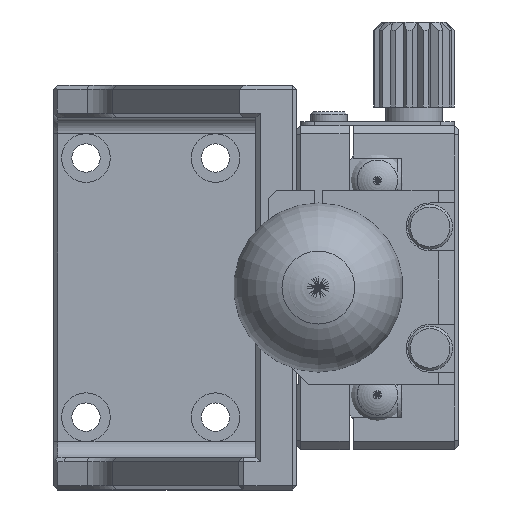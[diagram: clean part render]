
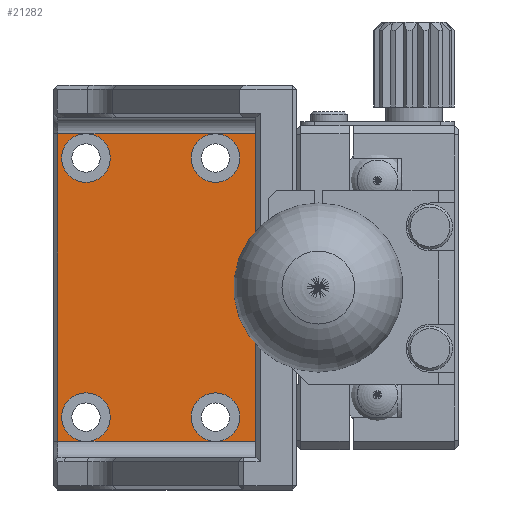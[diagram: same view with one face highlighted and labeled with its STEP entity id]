
A CAD part, left-side view. The second image highlights one B-rep face of the part: STEP entity #21282.
In plain terms, the highlighted planar face has unit normal (-1, 0, 0).
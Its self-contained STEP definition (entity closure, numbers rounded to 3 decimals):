
#179 = PLANE ( 'NONE',  #23878 ) ;
#468 = DIRECTION ( 'NONE',  ( 1., 0., 0. ) ) ;
#1311 = EDGE_LOOP ( 'NONE', ( #39894 ) ) ;
#1747 = DIRECTION ( 'NONE',  ( 1., 0., 0. ) ) ;
#1839 = VECTOR ( 'NONE', #31801, 1000. ) ;
#3367 = CIRCLE ( 'NONE', #8911, 3. ) ;
#4112 = AXIS2_PLACEMENT_3D ( 'NONE', #16714, #44659, #25594 ) ;
#4389 = DIRECTION ( 'NONE',  ( -1., 0., 0. ) ) ;
#4844 = VECTOR ( 'NONE', #19097, 1000. ) ;
#6991 = VERTEX_POINT ( 'NONE', #13085 ) ;
#8095 = FACE_BOUND ( 'NONE', #35106, .T. ) ;
#8106 = EDGE_CURVE ( 'NONE', #23971, #6991, #31865, .T. ) ;
#8911 = AXIS2_PLACEMENT_3D ( 'NONE', #35902, #1747, #47318 ) ;
#12090 = FACE_OUTER_BOUND ( 'NONE', #29660, .T. ) ;
#13085 = CARTESIAN_POINT ( 'NONE',  ( 91., 24.5, -19. ) ) ;
#13111 = VERTEX_POINT ( 'NONE', #42775 ) ;
#13260 = LINE ( 'NONE', #39954, #1839 ) ;
#13595 = CARTESIAN_POINT ( 'NONE',  ( 91., 45.5, -13. ) ) ;
#14068 = CARTESIAN_POINT ( 'NONE',  ( 91., 74.5, -19. ) ) ;
#14128 = EDGE_LOOP ( 'NONE', ( #34223 ) ) ;
#15563 = EDGE_CURVE ( 'NONE', #31276, #6991, #13260, .T. ) ;
#15587 = DIRECTION ( 'NONE',  ( 0., 0., 1. ) ) ;
#15817 = CARTESIAN_POINT ( 'NONE',  ( 91., 45.5, -16. ) ) ;
#16629 = DIRECTION ( 'NONE',  ( 0., 0., -1. ) ) ;
#16714 = CARTESIAN_POINT ( 'NONE',  ( 91., 45.5, 16. ) ) ;
#19097 = DIRECTION ( 'NONE',  ( 0., 1., 0. ) ) ;
#19301 = DIRECTION ( 'NONE',  ( 0., 0., 1. ) ) ;
#19751 = AXIS2_PLACEMENT_3D ( 'NONE', #15817, #23001, #19301 ) ;
#20599 = CARTESIAN_POINT ( 'NONE',  ( 91., 49., 19. ) ) ;
#20902 = VERTEX_POINT ( 'NONE', #45295 ) ;
#21282 = ADVANCED_FACE ( 'NONE', ( #34086, #8095, #23692, #38760, #12090 ), #179, .T. ) ;
#23001 = DIRECTION ( 'NONE',  ( 1., 0., 0. ) ) ;
#23043 = LINE ( 'NONE', #33682, #4844 ) ;
#23692 = FACE_BOUND ( 'NONE', #14128, .T. ) ;
#23816 = ORIENTED_EDGE ( 'NONE', *, *, #8106, .T. ) ;
#23878 = AXIS2_PLACEMENT_3D ( 'NONE', #27415, #4389, #30863 ) ;
#23971 = VERTEX_POINT ( 'NONE', #28402 ) ;
#24828 = EDGE_CURVE ( 'NONE', #20902, #20902, #42936, .T. ) ;
#25594 = DIRECTION ( 'NONE',  ( 0., 0., 1. ) ) ;
#25735 = ORIENTED_EDGE ( 'NONE', *, *, #24828, .T. ) ;
#26955 = CARTESIAN_POINT ( 'NONE',  ( 91., 45.5, 19. ) ) ;
#27415 = CARTESIAN_POINT ( 'NONE',  ( 91., 74.5, 19. ) ) ;
#27581 = EDGE_CURVE ( 'NONE', #41683, #23971, #34923, .T. ) ;
#28402 = CARTESIAN_POINT ( 'NONE',  ( 91., 49., -19. ) ) ;
#29660 = EDGE_LOOP ( 'NONE', ( #23816, #38810, #36921, #43216 ) ) ;
#29995 = CIRCLE ( 'NONE', #19751, 3. ) ;
#30428 = CARTESIAN_POINT ( 'NONE',  ( 91., 29.5, -16. ) ) ;
#30863 = DIRECTION ( 'NONE',  ( 0., 0., 1. ) ) ;
#31276 = VERTEX_POINT ( 'NONE', #32609 ) ;
#31801 = DIRECTION ( 'NONE',  ( 0., 0., -1. ) ) ;
#31865 = LINE ( 'NONE', #14068, #44939 ) ;
#32371 = VERTEX_POINT ( 'NONE', #13595 ) ;
#32609 = CARTESIAN_POINT ( 'NONE',  ( 91., 24.5, 19. ) ) ;
#33364 = CIRCLE ( 'NONE', #4112, 3. ) ;
#33682 = CARTESIAN_POINT ( 'NONE',  ( 91., 74.5, 19. ) ) ;
#34086 = FACE_BOUND ( 'NONE', #45252, .T. ) ;
#34223 = ORIENTED_EDGE ( 'NONE', *, *, #41101, .T. ) ;
#34668 = ORIENTED_EDGE ( 'NONE', *, *, #48662, .T. ) ;
#34923 = LINE ( 'NONE', #20599, #41127 ) ;
#35106 = EDGE_LOOP ( 'NONE', ( #34668 ) ) ;
#35902 = CARTESIAN_POINT ( 'NONE',  ( 91., 29.5, 16. ) ) ;
#36786 = CARTESIAN_POINT ( 'NONE',  ( 91., 49., 19. ) ) ;
#36921 = ORIENTED_EDGE ( 'NONE', *, *, #38943, .T. ) ;
#37025 = DIRECTION ( 'NONE',  ( 0., -1., 0. ) ) ;
#38760 = FACE_BOUND ( 'NONE', #1311, .T. ) ;
#38810 = ORIENTED_EDGE ( 'NONE', *, *, #15563, .F. ) ;
#38943 = EDGE_CURVE ( 'NONE', #31276, #41683, #23043, .T. ) ;
#39894 = ORIENTED_EDGE ( 'NONE', *, *, #43155, .T. ) ;
#39954 = CARTESIAN_POINT ( 'NONE',  ( 91., 24.5, 19. ) ) ;
#41101 = EDGE_CURVE ( 'NONE', #45796, #45796, #33364, .T. ) ;
#41127 = VECTOR ( 'NONE', #16629, 1000. ) ;
#41683 = VERTEX_POINT ( 'NONE', #36786 ) ;
#42775 = CARTESIAN_POINT ( 'NONE',  ( 91., 29.5, 19. ) ) ;
#42936 = CIRCLE ( 'NONE', #47749, 3. ) ;
#43155 = EDGE_CURVE ( 'NONE', #13111, #13111, #3367, .T. ) ;
#43216 = ORIENTED_EDGE ( 'NONE', *, *, #27581, .T. ) ;
#44659 = DIRECTION ( 'NONE',  ( 1., 0., 0. ) ) ;
#44939 = VECTOR ( 'NONE', #37025, 1000. ) ;
#45252 = EDGE_LOOP ( 'NONE', ( #25735 ) ) ;
#45295 = CARTESIAN_POINT ( 'NONE',  ( 91., 29.5, -13. ) ) ;
#45796 = VERTEX_POINT ( 'NONE', #26955 ) ;
#47318 = DIRECTION ( 'NONE',  ( 0., 0., 1. ) ) ;
#47749 = AXIS2_PLACEMENT_3D ( 'NONE', #30428, #468, #15587 ) ;
#48662 = EDGE_CURVE ( 'NONE', #32371, #32371, #29995, .T. ) ;
